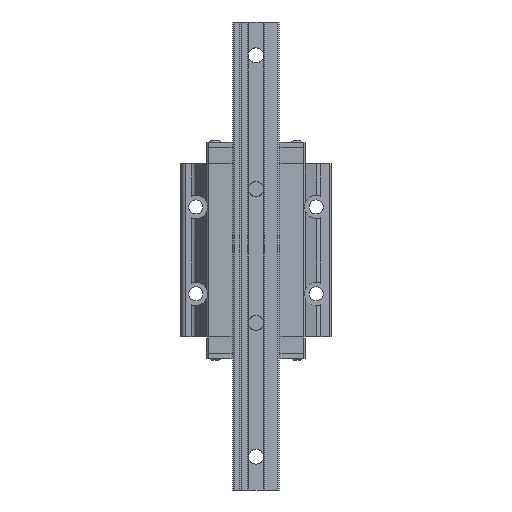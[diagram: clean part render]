
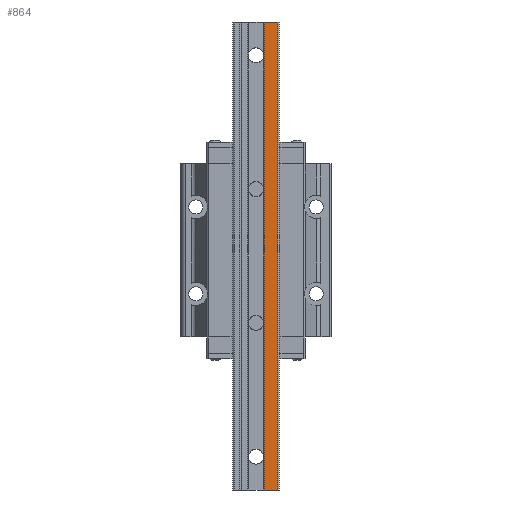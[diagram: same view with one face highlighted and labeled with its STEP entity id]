
A CAD part, front view. The second image highlights one B-rep face of the part: STEP entity #864.
In plain terms, the highlighted planar face has unit normal (0, -1, 0).
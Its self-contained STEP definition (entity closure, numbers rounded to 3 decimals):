
#31 = CARTESIAN_POINT ( 'NONE',  ( 5., -23., -280. ) ) ;
#193 = CARTESIAN_POINT ( 'NONE',  ( 13., -23., -280. ) ) ;
#707 = DIRECTION ( 'NONE',  ( 1., 0., 0. ) ) ;
#864 = ADVANCED_FACE ( 'NONE', ( #8800 ), #4423, .T. ) ;
#911 = CARTESIAN_POINT ( 'NONE',  ( 5., -23., -280. ) ) ;
#944 = LINE ( 'NONE', #31, #5732 ) ;
#1147 = VECTOR ( 'NONE', #707, 1000. ) ;
#1186 = AXIS2_PLACEMENT_3D ( 'NONE', #3508, #2588, #1667 ) ;
#1626 = CARTESIAN_POINT ( 'NONE',  ( 5., -23., -280. ) ) ;
#1639 = VERTEX_POINT ( 'NONE', #3702 ) ;
#1667 = DIRECTION ( 'NONE',  ( 0., 0., -1. ) ) ;
#1756 = EDGE_LOOP ( 'NONE', ( #1810, #2102, #6903, #8902 ) ) ;
#1810 = ORIENTED_EDGE ( 'NONE', *, *, #5021, .F. ) ;
#2102 = ORIENTED_EDGE ( 'NONE', *, *, #3172, .F. ) ;
#2230 = EDGE_CURVE ( 'NONE', #6779, #7210, #3468, .T. ) ;
#2588 = DIRECTION ( 'NONE',  ( 0., -1., 0. ) ) ;
#3172 = EDGE_CURVE ( 'NONE', #6779, #1639, #944, .T. ) ;
#3468 = LINE ( 'NONE', #1626, #1147 ) ;
#3508 = CARTESIAN_POINT ( 'NONE',  ( 5., -23., -280. ) ) ;
#3702 = CARTESIAN_POINT ( 'NONE',  ( 5., -23., 0. ) ) ;
#4045 = VERTEX_POINT ( 'NONE', #7883 ) ;
#4423 = PLANE ( 'NONE',  #1186 ) ;
#4612 = EDGE_CURVE ( 'NONE', #7210, #4045, #6927, .T. ) ;
#5021 = EDGE_CURVE ( 'NONE', #1639, #4045, #8478, .T. ) ;
#5057 = DIRECTION ( 'NONE',  ( 0., 0., 1. ) ) ;
#5732 = VECTOR ( 'NONE', #8124, 1000. ) ;
#5991 = CARTESIAN_POINT ( 'NONE',  ( 13., -23., -280. ) ) ;
#5998 = VECTOR ( 'NONE', #5057, 1000. ) ;
#6642 = DIRECTION ( 'NONE',  ( 1., 0., 0. ) ) ;
#6779 = VERTEX_POINT ( 'NONE', #911 ) ;
#6903 = ORIENTED_EDGE ( 'NONE', *, *, #2230, .T. ) ;
#6927 = LINE ( 'NONE', #5991, #5998 ) ;
#6978 = VECTOR ( 'NONE', #6642, 1000. ) ;
#7210 = VERTEX_POINT ( 'NONE', #193 ) ;
#7575 = CARTESIAN_POINT ( 'NONE',  ( 5., -23., 0. ) ) ;
#7883 = CARTESIAN_POINT ( 'NONE',  ( 13., -23., 0. ) ) ;
#8124 = DIRECTION ( 'NONE',  ( 0., 0., 1. ) ) ;
#8478 = LINE ( 'NONE', #7575, #6978 ) ;
#8800 = FACE_OUTER_BOUND ( 'NONE', #1756, .T. ) ;
#8902 = ORIENTED_EDGE ( 'NONE', *, *, #4612, .T. ) ;
